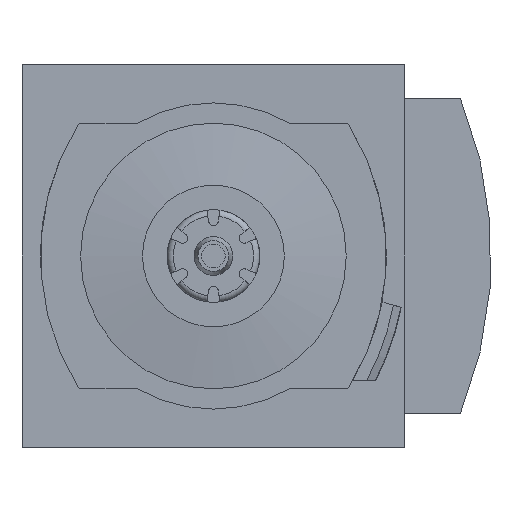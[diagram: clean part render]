
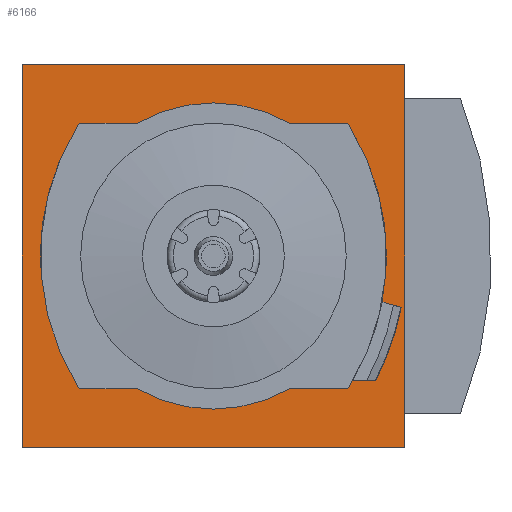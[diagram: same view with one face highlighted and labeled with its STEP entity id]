
A CAD part, front view. The second image highlights one B-rep face of the part: STEP entity #6166.
In plain terms, the highlighted planar face has unit normal (0, -1, 0).
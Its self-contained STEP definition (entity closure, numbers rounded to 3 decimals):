
#117=PLANE('',#6470);
#456=LINE('',#8683,#964);
#457=LINE('',#8686,#965);
#458=LINE('',#8688,#966);
#459=LINE('',#8690,#967);
#460=LINE('',#8691,#968);
#461=LINE('',#8695,#969);
#462=LINE('',#8698,#970);
#463=LINE('',#8702,#971);
#464=LINE('',#8707,#972);
#465=LINE('',#8711,#973);
#964=VECTOR('',#7192,1000.);
#965=VECTOR('',#7193,1000.);
#966=VECTOR('',#7194,1000.);
#967=VECTOR('',#7195,1000.);
#968=VECTOR('',#7196,1000.);
#969=VECTOR('',#7199,1000.);
#970=VECTOR('',#7202,1000.);
#971=VECTOR('',#7205,1000.);
#972=VECTOR('',#7210,1000.);
#973=VECTOR('',#7213,1000.);
#1297=CIRCLE('',#6462,40.);
#1299=CIRCLE('',#6464,40.);
#1303=CIRCLE('',#6469,40.);
#1304=CIRCLE('',#6471,41.2);
#1305=CIRCLE('',#6472,0.5);
#1306=CIRCLE('',#6473,24.8);
#1307=CIRCLE('',#6474,0.5);
#1308=CIRCLE('',#6475,0.5);
#1309=CIRCLE('',#6476,24.8);
#1310=CIRCLE('',#6477,0.5);
#1774=ORIENTED_EDGE('',*,*,#3026,.F.);
#1775=ORIENTED_EDGE('',*,*,#3027,.F.);
#1776=ORIENTED_EDGE('',*,*,#3028,.T.);
#1777=ORIENTED_EDGE('',*,*,#3029,.T.);
#1778=ORIENTED_EDGE('',*,*,#3015,.T.);
#1779=ORIENTED_EDGE('',*,*,#3030,.F.);
#1780=ORIENTED_EDGE('',*,*,#3031,.F.);
#1781=ORIENTED_EDGE('',*,*,#3032,.F.);
#1782=ORIENTED_EDGE('',*,*,#3011,.T.);
#1783=ORIENTED_EDGE('',*,*,#3033,.T.);
#1784=ORIENTED_EDGE('',*,*,#3034,.T.);
#1785=ORIENTED_EDGE('',*,*,#3035,.T.);
#1786=ORIENTED_EDGE('',*,*,#3036,.T.);
#1787=ORIENTED_EDGE('',*,*,#3037,.T.);
#1788=ORIENTED_EDGE('',*,*,#3023,.T.);
#1789=ORIENTED_EDGE('',*,*,#3038,.T.);
#1790=ORIENTED_EDGE('',*,*,#3039,.T.);
#1791=ORIENTED_EDGE('',*,*,#3040,.T.);
#1792=ORIENTED_EDGE('',*,*,#3041,.T.);
#1793=ORIENTED_EDGE('',*,*,#3042,.T.);
#3011=EDGE_CURVE('',#3638,#3637,#1297,.T.);
#3015=EDGE_CURVE('',#3634,#3641,#1299,.T.);
#3023=EDGE_CURVE('',#3646,#3649,#1303,.T.);
#3026=EDGE_CURVE('',#3650,#3651,#456,.T.);
#3027=EDGE_CURVE('',#3652,#3650,#457,.T.);
#3028=EDGE_CURVE('',#3652,#3653,#458,.T.);
#3029=EDGE_CURVE('',#3653,#3651,#459,.T.);
#3030=EDGE_CURVE('',#3654,#3641,#460,.T.);
#3031=EDGE_CURVE('',#3655,#3654,#1304,.F.);
#3032=EDGE_CURVE('',#3638,#3655,#461,.T.);
#3033=EDGE_CURVE('',#3637,#3656,#1305,.T.);
#3034=EDGE_CURVE('',#3656,#3657,#462,.T.);
#3035=EDGE_CURVE('',#3657,#3658,#1306,.T.);
#3036=EDGE_CURVE('',#3658,#3659,#463,.T.);
#3037=EDGE_CURVE('',#3659,#3646,#1307,.T.);
#3038=EDGE_CURVE('',#3649,#3660,#1308,.T.);
#3039=EDGE_CURVE('',#3660,#3661,#464,.T.);
#3040=EDGE_CURVE('',#3661,#3662,#1309,.T.);
#3041=EDGE_CURVE('',#3662,#3663,#465,.T.);
#3042=EDGE_CURVE('',#3663,#3634,#1310,.T.);
#3634=VERTEX_POINT('',#8648);
#3637=VERTEX_POINT('',#8653);
#3638=VERTEX_POINT('',#8655);
#3641=VERTEX_POINT('',#8661);
#3646=VERTEX_POINT('',#8673);
#3649=VERTEX_POINT('',#8678);
#3650=VERTEX_POINT('',#8684);
#3651=VERTEX_POINT('',#8685);
#3652=VERTEX_POINT('',#8687);
#3653=VERTEX_POINT('',#8689);
#3654=VERTEX_POINT('',#8692);
#3655=VERTEX_POINT('',#8694);
#3656=VERTEX_POINT('',#8697);
#3657=VERTEX_POINT('',#8699);
#3658=VERTEX_POINT('',#8701);
#3659=VERTEX_POINT('',#8703);
#3660=VERTEX_POINT('',#8706);
#3661=VERTEX_POINT('',#8708);
#3662=VERTEX_POINT('',#8710);
#3663=VERTEX_POINT('',#8712);
#4009=EDGE_LOOP('',(#1774,#1775,#1776,#1777));
#4010=EDGE_LOOP('',(#1778,#1779,#1780,#1781,#1782,#1783,#1784,#1785,#1786,
#1787,#1788,#1789,#1790,#1791,#1792,#1793));
#4304=FACE_BOUND('',#4009,.T.);
#4305=FACE_BOUND('',#4010,.T.);
#6166=ADVANCED_FACE('',(#4304,#4305),#117,.F.);
#6462=AXIS2_PLACEMENT_3D('',#8654,#7166,#7167);
#6464=AXIS2_PLACEMENT_3D('',#8662,#7172,#7173);
#6469=AXIS2_PLACEMENT_3D('',#8679,#7186,#7187);
#6470=AXIS2_PLACEMENT_3D('',#8682,#7190,#7191);
#6471=AXIS2_PLACEMENT_3D('',#8693,#7197,#7198);
#6472=AXIS2_PLACEMENT_3D('',#8696,#7200,#7201);
#6473=AXIS2_PLACEMENT_3D('',#8700,#7203,#7204);
#6474=AXIS2_PLACEMENT_3D('',#8704,#7206,#7207);
#6475=AXIS2_PLACEMENT_3D('',#8705,#7208,#7209);
#6476=AXIS2_PLACEMENT_3D('',#8709,#7211,#7212);
#6477=AXIS2_PLACEMENT_3D('',#8713,#7214,#7215);
#7166=DIRECTION('',(0.,1.,0.));
#7167=DIRECTION('',(1.,0.,0.));
#7172=DIRECTION('',(0.,1.,0.));
#7173=DIRECTION('',(1.,0.,0.));
#7186=DIRECTION('',(0.,1.,0.));
#7187=DIRECTION('',(1.,0.,0.));
#7190=DIRECTION('',(0.,1.,0.));
#7191=DIRECTION('',(0.,0.,1.));
#7192=DIRECTION('',(-1.,0.,0.));
#7193=DIRECTION('',(0.,0.,-1.));
#7194=DIRECTION('',(-1.,0.,0.));
#7195=DIRECTION('',(0.,0.,-1.));
#7196=DIRECTION('',(-0.966,0.,0.259));
#7197=DIRECTION('',(0.,1.,0.));
#7198=DIRECTION('',(0.,0.,1.));
#7199=DIRECTION('',(1.,0.,0.));
#7200=DIRECTION('',(0.,1.,0.));
#7201=DIRECTION('',(1.,0.,0.));
#7202=DIRECTION('',(-1.,0.,0.));
#7203=DIRECTION('',(0.,1.,0.));
#7204=DIRECTION('',(1.,0.,0.));
#7205=DIRECTION('',(-1.,0.,0.));
#7206=DIRECTION('',(0.,1.,0.));
#7207=DIRECTION('',(1.,0.,0.));
#7208=DIRECTION('',(0.,1.,0.));
#7209=DIRECTION('',(1.,0.,0.));
#7210=DIRECTION('',(1.,0.,0.));
#7211=DIRECTION('',(0.,1.,0.));
#7212=DIRECTION('',(1.,0.,0.));
#7213=DIRECTION('',(1.,0.,0.));
#7214=DIRECTION('',(0.,1.,0.));
#7215=DIRECTION('',(1.,0.,0.));
#8648=CARTESIAN_POINT('',(21.879,-45.,21.266));
#8653=CARTESIAN_POINT('',(21.879,-45.,-21.266));
#8654=CARTESIAN_POINT('',(-12.,-45.,0.));
#8655=CARTESIAN_POINT('',(22.554,-45.,-20.15));
#8661=CARTESIAN_POINT('',(27.298,-45.,-7.463));
#8662=CARTESIAN_POINT('',(-12.,-45.,0.));
#8673=CARTESIAN_POINT('',(-21.879,-45.,-21.266));
#8678=CARTESIAN_POINT('',(-21.879,-45.,21.266));
#8679=CARTESIAN_POINT('',(12.,-45.,0.));
#8682=CARTESIAN_POINT('',(0.,-45.,0.));
#8683=CARTESIAN_POINT('',(0.,-45.,-31.));
#8684=CARTESIAN_POINT('',(31.,-45.,-31.));
#8685=CARTESIAN_POINT('',(-31.,-45.,-31.));
#8686=CARTESIAN_POINT('',(31.,-45.,31.));
#8687=CARTESIAN_POINT('',(31.,-45.,31.));
#8688=CARTESIAN_POINT('',(0.,-45.,31.));
#8689=CARTESIAN_POINT('',(-31.,-45.,31.));
#8690=CARTESIAN_POINT('',(-31.,-45.,-25.5));
#8691=CARTESIAN_POINT('',(30.42,-45.,-8.3));
#8692=CARTESIAN_POINT('',(28.487,-45.,-7.782));
#8693=CARTESIAN_POINT('',(-12.,-45.,-0.15));
#8694=CARTESIAN_POINT('',(24.02,-45.,-20.15));
#8695=CARTESIAN_POINT('',(0.,-45.,-20.15));
#8696=CARTESIAN_POINT('',(21.455,-45.,-21.));
#8697=CARTESIAN_POINT('',(21.455,-45.,-21.5));
#8698=CARTESIAN_POINT('',(21.455,-45.,-21.5));
#8699=CARTESIAN_POINT('',(12.361,-45.,-21.5));
#8700=CARTESIAN_POINT('',(0.,-45.,0.));
#8701=CARTESIAN_POINT('',(-12.361,-45.,-21.5));
#8702=CARTESIAN_POINT('',(-12.361,-45.,-21.5));
#8703=CARTESIAN_POINT('',(-21.455,-45.,-21.5));
#8704=CARTESIAN_POINT('',(-21.455,-45.,-21.));
#8705=CARTESIAN_POINT('',(-21.455,-45.,21.));
#8706=CARTESIAN_POINT('',(-21.455,-45.,21.5));
#8707=CARTESIAN_POINT('',(-21.455,-45.,21.5));
#8708=CARTESIAN_POINT('',(-12.361,-45.,21.5));
#8709=CARTESIAN_POINT('',(0.,-45.,0.));
#8710=CARTESIAN_POINT('',(12.361,-45.,21.5));
#8711=CARTESIAN_POINT('',(12.361,-45.,21.5));
#8712=CARTESIAN_POINT('',(21.455,-45.,21.5));
#8713=CARTESIAN_POINT('',(21.455,-45.,21.));
